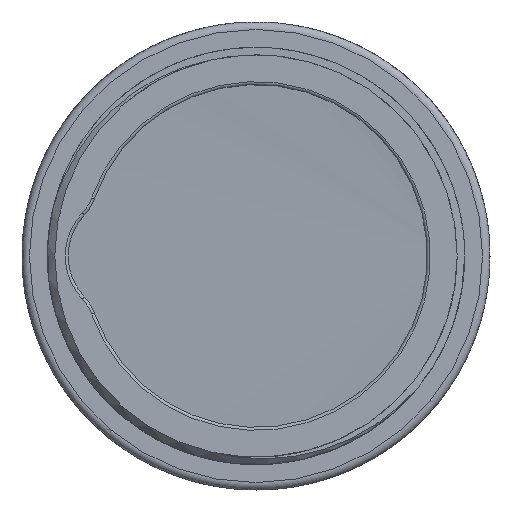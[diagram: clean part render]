
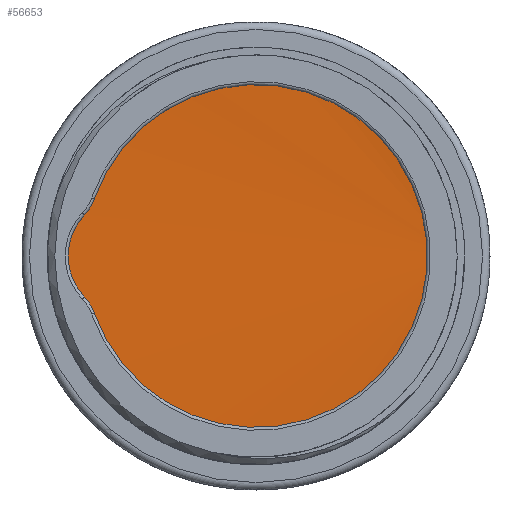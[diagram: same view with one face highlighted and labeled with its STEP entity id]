
A CAD part, left-side view. The second image highlights one B-rep face of the part: STEP entity #56653.
In plain terms, the highlighted cylindrical face has radius 13.5 mm (diameter 27 mm), a full revolution.
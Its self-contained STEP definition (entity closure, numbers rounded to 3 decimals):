
#3586=CIRCLE('',#58066,13.5);
#6760=FACE_OUTER_BOUND('',#10213,.T.);
#10213=EDGE_LOOP('',(#49687,#49688,#49689,#49690));
#17667=B_SPLINE_CURVE_WITH_KNOTS('',3,(#144188,#144189,#144190,#144191,
#144192,#144193,#144194,#144195,#144196,#144197,#144198,#144199,#144200),
 .UNSPECIFIED.,.F.,.F.,(4,1,1,1,1,1,1,1,1,1,4),(4.937,5.42,
5.903,6.386,6.869,7.352,7.835,
8.318,8.801,9.285,9.425),
 .UNSPECIFIED.);
#17673=LINE('',#61455,#18100);
#17684=LINE('',#61764,#18111);
#18100=VECTOR('',#58146,13.5);
#18111=VECTOR('',#58189,13.5);
#18527=VERTEX_POINT('',#61453);
#18528=VERTEX_POINT('',#61454);
#18548=VERTEX_POINT('',#61763);
#24183=VERTEX_POINT('',#144187);
#24222=EDGE_CURVE('',#18527,#18528,#17673,.T.);
#24252=EDGE_CURVE('',#18548,#18527,#17684,.T.);
#32700=EDGE_CURVE('',#24183,#18528,#17667,.T.);
#32701=EDGE_CURVE('',#24183,#18548,#3586,.T.);
#49687=ORIENTED_EDGE('',*,*,#24222,.T.);
#49688=ORIENTED_EDGE('',*,*,#32700,.F.);
#49689=ORIENTED_EDGE('',*,*,#32701,.T.);
#49690=ORIENTED_EDGE('',*,*,#24252,.T.);
#50364=CYLINDRICAL_SURFACE('',#58065,13.5);
#56653=ADVANCED_FACE('',(#6760),#50364,.T.);
#58065=AXIS2_PLACEMENT_3D('',#144186,#61288,#61289);
#58066=AXIS2_PLACEMENT_3D('',#144201,#61290,#61291);
#58146=DIRECTION('',(1.,0.,0.));
#58189=DIRECTION('',(1.,0.,0.));
#61288=DIRECTION('center_axis',(1.,0.,0.));
#61289=DIRECTION('ref_axis',(0.,1.,0.));
#61290=DIRECTION('center_axis',(1.,0.,0.));
#61291=DIRECTION('ref_axis',(0.,-1.,0.));
#61453=CARTESIAN_POINT('',(0.8,-13.5,0.));
#61454=CARTESIAN_POINT('',(2.,-13.5,0.));
#61455=CARTESIAN_POINT('',(-0.6,-13.5,0.));
#61763=CARTESIAN_POINT('',(0.,-13.5,0.));
#61764=CARTESIAN_POINT('',(-0.6,-13.5,0.));
#144186=CARTESIAN_POINT('Origin',(-0.6,0.,0.));
#144187=CARTESIAN_POINT('',(0.,3.004,13.162));
#144188=CARTESIAN_POINT('Ctrl Pts',(0.,3.004,
13.162));
#144189=CARTESIAN_POINT('Ctrl Pts',(0.072,5.123,
12.678));
#144190=CARTESIAN_POINT('Ctrl Pts',(0.215,9.122,
10.668));
#144191=CARTESIAN_POINT('Ctrl Pts',(0.431,13.034,
5.209));
#144192=CARTESIAN_POINT('Ctrl Pts',(0.646,13.962,
-1.441));
#144193=CARTESIAN_POINT('Ctrl Pts',(0.861,11.695,
-7.762));
#144194=CARTESIAN_POINT('Ctrl Pts',(1.076,6.751,-12.306));
#144195=CARTESIAN_POINT('Ctrl Pts',(1.292,0.262,
-14.034));
#144196=CARTESIAN_POINT('Ctrl Pts',(1.507,-6.287,
-12.55));
#144197=CARTESIAN_POINT('Ctrl Pts',(1.722,-11.397,
-8.194));
#144198=CARTESIAN_POINT('Ctrl Pts',(1.887,-13.307,
-3.436));
#144199=CARTESIAN_POINT('Ctrl Pts',(1.979,-13.5,
-0.631));
#144200=CARTESIAN_POINT('Ctrl Pts',(2.,-13.5,0.));
#144201=CARTESIAN_POINT('Origin',(0.,0.,0.));
